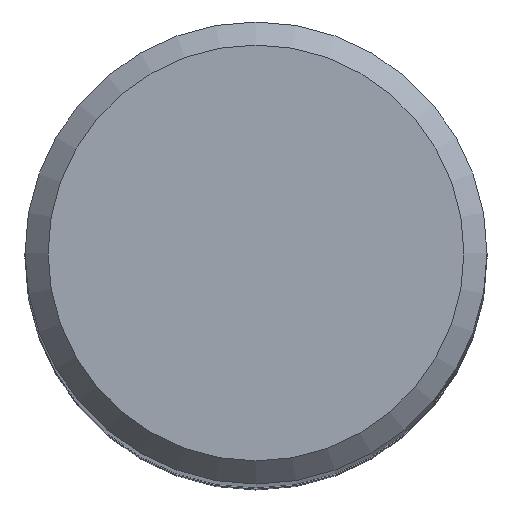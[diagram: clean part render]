
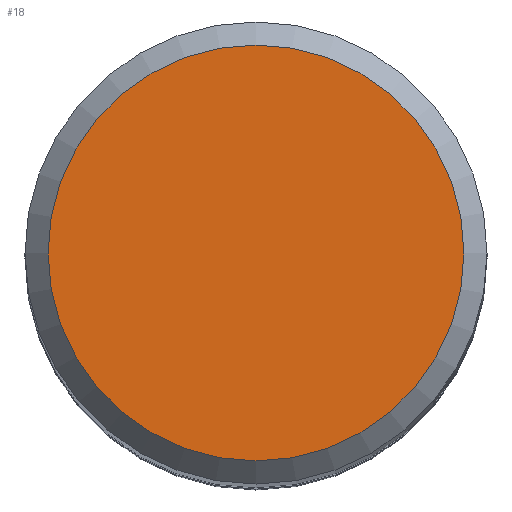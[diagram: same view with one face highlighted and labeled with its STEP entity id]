
A CAD part, top view. The second image highlights one B-rep face of the part: STEP entity #18.
In plain terms, the highlighted planar face has unit normal (0, 0, 1).
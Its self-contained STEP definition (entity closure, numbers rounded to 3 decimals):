
#18 = ADVANCED_FACE ( 'NONE', ( #127 ), #67, .F. ) ;
#26 = DIRECTION ( 'NONE',  ( 0., 0., -1. ) ) ;
#33 = DIRECTION ( 'NONE',  ( 0., 1., 0. ) ) ;
#67 = PLANE ( 'NONE',  #118 ) ;
#81 = AXIS2_PLACEMENT_3D ( 'NONE', #183, #179, #33 ) ;
#91 = CARTESIAN_POINT ( 'NONE',  ( 0., 0., 75. ) ) ;
#106 = DIRECTION ( 'NONE',  ( 0., 1., 0. ) ) ;
#118 = AXIS2_PLACEMENT_3D ( 'NONE', #91, #26, #106 ) ;
#119 = VERTEX_POINT ( 'NONE', #207 ) ;
#127 = FACE_OUTER_BOUND ( 'NONE', #231, .T. ) ;
#128 = EDGE_CURVE ( 'NONE', #119, #119, #157, .T. ) ;
#157 = CIRCLE ( 'NONE', #81, 4.5 ) ;
#179 = DIRECTION ( 'NONE',  ( 0., 0., -1. ) ) ;
#183 = CARTESIAN_POINT ( 'NONE',  ( 0., 0., 75. ) ) ;
#207 = CARTESIAN_POINT ( 'NONE',  ( 0., 4.5, 75. ) ) ;
#214 = ORIENTED_EDGE ( 'NONE', *, *, #128, .F. ) ;
#231 = EDGE_LOOP ( 'NONE', ( #214 ) ) ;
